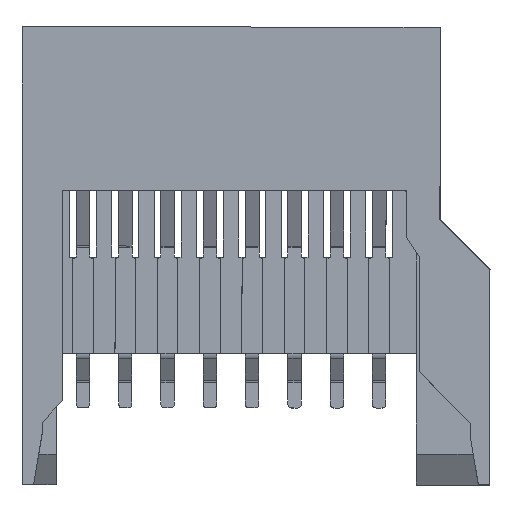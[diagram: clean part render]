
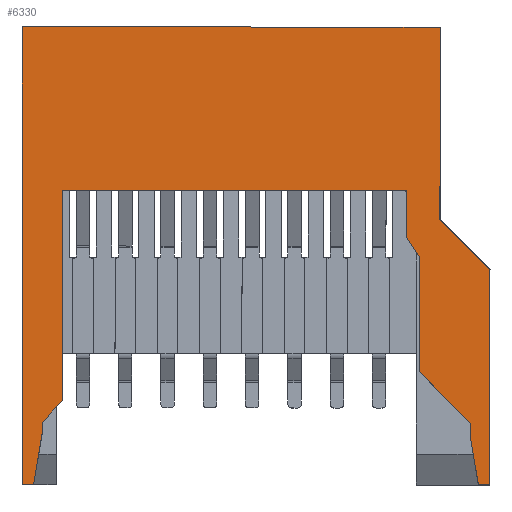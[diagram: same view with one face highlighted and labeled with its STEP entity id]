
A CAD part, top view. The second image highlights one B-rep face of the part: STEP entity #6330.
In plain terms, the highlighted face is planar.
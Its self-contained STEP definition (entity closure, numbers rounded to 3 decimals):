
#637=ORIENTED_EDGE('',*,*,#2056,.T.);
#638=ORIENTED_EDGE('',*,*,#2434,.T.);
#639=ORIENTED_EDGE('',*,*,#2435,.T.);
#640=ORIENTED_EDGE('',*,*,#2436,.T.);
#641=ORIENTED_EDGE('',*,*,#2437,.T.);
#642=ORIENTED_EDGE('',*,*,#2438,.T.);
#643=ORIENTED_EDGE('',*,*,#2119,.T.);
#644=ORIENTED_EDGE('',*,*,#2122,.T.);
#645=ORIENTED_EDGE('',*,*,#2125,.T.);
#646=ORIENTED_EDGE('',*,*,#2439,.T.);
#647=ORIENTED_EDGE('',*,*,#2440,.T.);
#648=ORIENTED_EDGE('',*,*,#2441,.T.);
#649=ORIENTED_EDGE('',*,*,#2060,.T.);
#650=ORIENTED_EDGE('',*,*,#2077,.T.);
#651=ORIENTED_EDGE('',*,*,#2442,.T.);
#652=ORIENTED_EDGE('',*,*,#2443,.T.);
#653=ORIENTED_EDGE('',*,*,#2102,.T.);
#654=ORIENTED_EDGE('',*,*,#2071,.T.);
#2056=EDGE_CURVE('',#2988,#2987,#3595,.T.);
#2060=EDGE_CURVE('',#2992,#2991,#3599,.T.);
#2071=EDGE_CURVE('',#2999,#2988,#3610,.T.);
#2077=EDGE_CURVE('',#2991,#3003,#3616,.T.);
#2102=EDGE_CURVE('',#3007,#2999,#3641,.T.);
#2119=EDGE_CURVE('',#3036,#3039,#3657,.T.);
#2122=EDGE_CURVE('',#3039,#3041,#3660,.T.);
#2125=EDGE_CURVE('',#3041,#3043,#3663,.T.);
#2434=EDGE_CURVE('',#2987,#3300,#3971,.T.);
#2435=EDGE_CURVE('',#3300,#3301,#3972,.T.);
#2436=EDGE_CURVE('',#3301,#3302,#3973,.T.);
#2437=EDGE_CURVE('',#3302,#3303,#3974,.T.);
#2438=EDGE_CURVE('',#3303,#3036,#3975,.T.);
#2439=EDGE_CURVE('',#3043,#3304,#3976,.T.);
#2440=EDGE_CURVE('',#3304,#3305,#3977,.T.);
#2441=EDGE_CURVE('',#3305,#2992,#3978,.T.);
#2442=EDGE_CURVE('',#3003,#3306,#3979,.T.);
#2443=EDGE_CURVE('',#3306,#3007,#3980,.T.);
#2987=VERTEX_POINT('',#8748);
#2988=VERTEX_POINT('',#8750);
#2991=VERTEX_POINT('',#8757);
#2992=VERTEX_POINT('',#8759);
#2999=VERTEX_POINT('',#8779);
#3003=VERTEX_POINT('',#8789);
#3007=VERTEX_POINT('',#8803);
#3036=VERTEX_POINT('',#8867);
#3039=VERTEX_POINT('',#8873);
#3041=VERTEX_POINT('',#8879);
#3043=VERTEX_POINT('',#8885);
#3300=VERTEX_POINT('',#9513);
#3301=VERTEX_POINT('',#9515);
#3302=VERTEX_POINT('',#9517);
#3303=VERTEX_POINT('',#9519);
#3304=VERTEX_POINT('',#9522);
#3305=VERTEX_POINT('',#9524);
#3306=VERTEX_POINT('',#9527);
#3595=LINE('',#8749,#4472);
#3599=LINE('',#8758,#4476);
#3610=LINE('',#8778,#4487);
#3616=LINE('',#8790,#4493);
#3641=LINE('',#8838,#4518);
#3657=LINE('',#8874,#4534);
#3660=LINE('',#8880,#4537);
#3663=LINE('',#8886,#4540);
#3971=LINE('',#9512,#4848);
#3972=LINE('',#9514,#4849);
#3973=LINE('',#9516,#4850);
#3974=LINE('',#9518,#4851);
#3975=LINE('',#9520,#4852);
#3976=LINE('',#9521,#4853);
#3977=LINE('',#9523,#4854);
#3978=LINE('',#9525,#4855);
#3979=LINE('',#9526,#4856);
#3980=LINE('',#9528,#4857);
#4472=VECTOR('',#7054,1000.);
#4476=VECTOR('',#7060,1000.);
#4487=VECTOR('',#7075,1000.);
#4493=VECTOR('',#7083,1000.);
#4518=VECTOR('',#7112,1000.);
#4534=VECTOR('',#7138,1000.);
#4537=VECTOR('',#7143,1000.);
#4540=VECTOR('',#7148,1000.);
#4848=VECTOR('',#7580,1000.);
#4849=VECTOR('',#7581,1000.);
#4850=VECTOR('',#7582,1000.);
#4851=VECTOR('',#7583,1000.);
#4852=VECTOR('',#7584,1000.);
#4853=VECTOR('',#7585,1000.);
#4854=VECTOR('',#7586,1000.);
#4855=VECTOR('',#7587,1000.);
#4856=VECTOR('',#7588,1000.);
#4857=VECTOR('',#7589,1000.);
#5385=EDGE_LOOP('',(#637,#638,#639,#640,#641,#642,#643,#644,#645,#646,#647,
#648,#649,#650,#651,#652,#653,#654));
#5714=FACE_BOUND('',#5385,.T.);
#6035=PLANE('',#6692);
#6330=ADVANCED_FACE('',(#5714),#6035,.T.);
#6692=AXIS2_PLACEMENT_3D('',#9511,#7578,#7579);
#7054=DIRECTION('',(1.,0.,0.));
#7060=DIRECTION('',(1.,0.,0.));
#7075=DIRECTION('',(0.,0.,-1.));
#7083=DIRECTION('',(0.,0.,1.));
#7112=DIRECTION('',(-1.,0.,0.));
#7138=DIRECTION('',(0.,0.,-1.));
#7143=DIRECTION('',(0.551,0.,-0.835));
#7148=DIRECTION('',(0.,0.,-1.));
#7578=DIRECTION('',(0.,-1.,0.));
#7579=DIRECTION('',(0.,0.,-1.));
#7580=DIRECTION('',(0.164,0.,0.986));
#7581=DIRECTION('',(0.,0.,1.));
#7582=DIRECTION('',(0.667,0.,0.745));
#7583=DIRECTION('',(0.,0.,1.));
#7584=DIRECTION('',(1.,0.,0.));
#7585=DIRECTION('',(0.707,0.,-0.707));
#7586=DIRECTION('',(0.,0.,-1.));
#7587=DIRECTION('',(0.164,0.,-0.986));
#7588=DIRECTION('',(-0.707,0.,0.707));
#7589=DIRECTION('',(0.,0.,1.));
#8748=CARTESIAN_POINT('',(-5.13,-1.95,-11.9));
#8749=CARTESIAN_POINT('',(-5.43,-1.95,-11.9));
#8750=CARTESIAN_POINT('',(-5.43,-1.95,-11.9));
#8757=CARTESIAN_POINT('',(6.73,-1.95,-11.9));
#8758=CARTESIAN_POINT('',(4.82,-1.95,-11.9));
#8759=CARTESIAN_POINT('',(6.43,-1.95,-11.9));
#8778=CARTESIAN_POINT('',(-5.43,-1.95,0.));
#8779=CARTESIAN_POINT('',(-5.43,-1.95,0.));
#8789=CARTESIAN_POINT('',(6.73,-1.95,-6.3));
#8790=CARTESIAN_POINT('',(6.73,-1.95,-11.9));
#8803=CARTESIAN_POINT('',(5.43,-1.95,0.));
#8838=CARTESIAN_POINT('',(5.43,-1.95,0.));
#8867=CARTESIAN_POINT('',(4.56,-1.95,-4.26));
#8873=CARTESIAN_POINT('',(4.56,-1.95,-5.46));
#8874=CARTESIAN_POINT('',(4.56,-1.95,-4.26));
#8879=CARTESIAN_POINT('',(4.89,-1.95,-5.96));
#8880=CARTESIAN_POINT('',(4.56,-1.95,-5.46));
#8885=CARTESIAN_POINT('',(4.89,-1.95,-8.96));
#8886=CARTESIAN_POINT('',(4.89,-1.95,-5.96));
#9511=CARTESIAN_POINT('',(0.,-1.95,0.));
#9512=CARTESIAN_POINT('',(-5.13,-1.95,-11.9));
#9513=CARTESIAN_POINT('',(-4.9,-1.95,-10.52));
#9514=CARTESIAN_POINT('',(-4.9,-1.95,-10.52));
#9515=CARTESIAN_POINT('',(-4.9,-1.95,-10.28));
#9516=CARTESIAN_POINT('',(-4.9,-1.95,-10.28));
#9517=CARTESIAN_POINT('',(-4.39,-1.95,-9.71));
#9518=CARTESIAN_POINT('',(-4.39,-1.95,-9.71));
#9519=CARTESIAN_POINT('',(-4.39,-1.95,-4.26));
#9520=CARTESIAN_POINT('',(-4.39,-1.95,-4.26));
#9521=CARTESIAN_POINT('',(4.89,-1.95,-8.96));
#9522=CARTESIAN_POINT('',(6.23,-1.95,-10.3));
#9523=CARTESIAN_POINT('',(6.23,-1.95,-10.3));
#9524=CARTESIAN_POINT('',(6.23,-1.95,-10.7));
#9525=CARTESIAN_POINT('',(6.23,-1.95,-10.7));
#9526=CARTESIAN_POINT('',(6.73,-1.95,-6.3));
#9527=CARTESIAN_POINT('',(5.43,-1.95,-5.));
#9528=CARTESIAN_POINT('',(5.43,-1.95,-5.));
